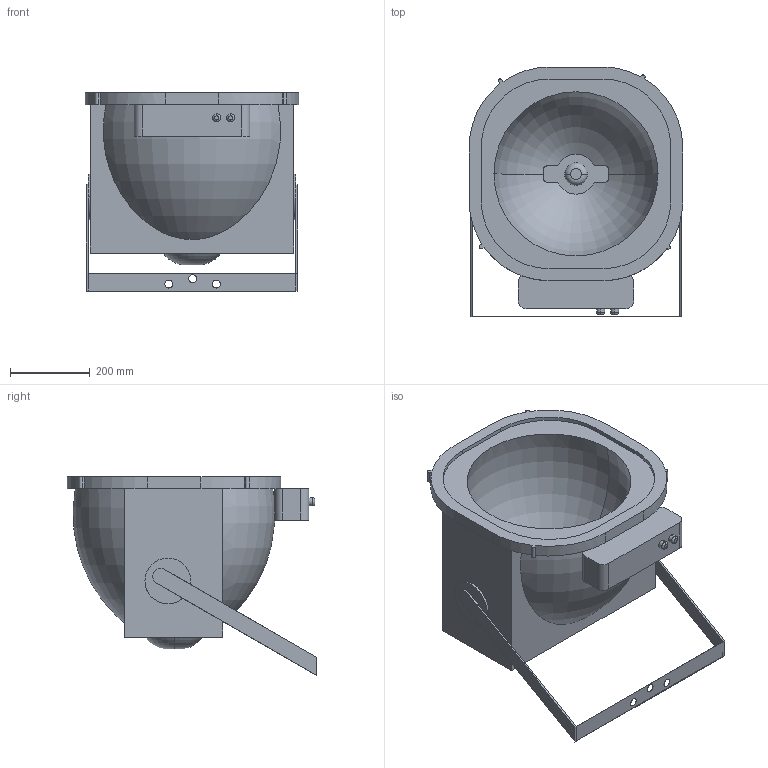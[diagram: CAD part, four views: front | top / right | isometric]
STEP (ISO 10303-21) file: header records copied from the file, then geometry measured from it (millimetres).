
FILE_DESCRIPTION (( 'STEP AP214' ), '1' );
FILE_NAME ('UM Sport 1000H R1_5° (without control gear).STEP', '2018-07-08T20:39:46', ( '' ), ( '' ), 'SwSTEP 2.0', 'SolidWorks 2013', '' );
FILE_SCHEMA (( 'AUTOMOTIVE_DESIGN' ));
Length unit declared in the file: millimetre
Products named in the file (1): UM Sport 1000H R1_5° (without control gear)
Bounding box: 535 x 625 x 498.29 mm (x, y, z)
Volume: 39149932.7 mm3; surface area: 1651093.8 mm2
Topology: 1 solids, 2 shells, 119 faces, 316 edges, 203 vertices
Faces by surface type: plane 56, cylinder 47, torus 16
Entity records: 4276 total; most frequent: CARTESIAN_POINT 1084, DIRECTION 666, ORIENTED_EDGE 624, EDGE_CURVE 312, AXIS2_PLACEMENT_3D 249, VERTEX_POINT 203, LINE 168, VECTOR 168
